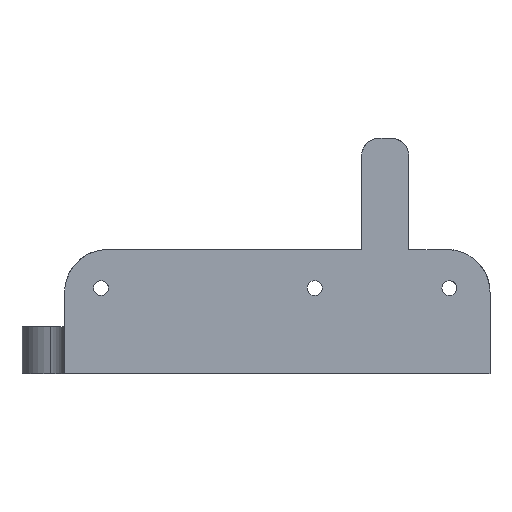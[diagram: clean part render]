
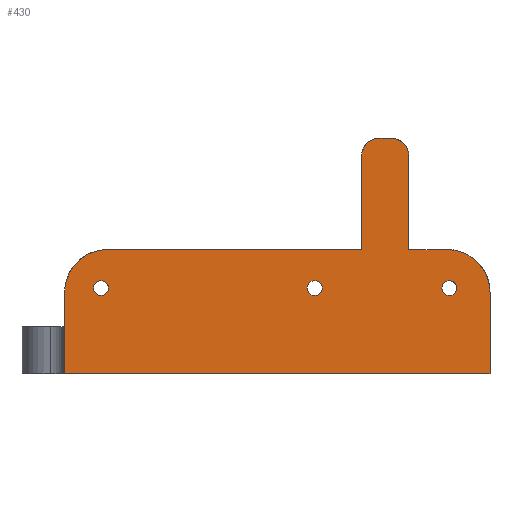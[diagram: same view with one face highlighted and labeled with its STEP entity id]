
A CAD part, front view. The second image highlights one B-rep face of the part: STEP entity #430.
In plain terms, the highlighted planar face has unit normal (0, -1, 0).
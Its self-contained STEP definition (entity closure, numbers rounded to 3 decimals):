
#249=AXIS2_PLACEMENT_3D('Circle Axis2P3D',#247,#248,$) ;
#269=AXIS2_PLACEMENT_3D('Plane Axis2P3D',#266,#267,#268) ;
#273=AXIS2_PLACEMENT_3D('Circle Axis2P3D',#271,#272,$) ;
#280=AXIS2_PLACEMENT_3D('Circle Axis2P3D',#278,#279,$) ;
#301=AXIS2_PLACEMENT_3D('Circle Axis2P3D',#299,#300,$) ;
#308=AXIS2_PLACEMENT_3D('Circle Axis2P3D',#306,#307,$) ;
#336=AXIS2_PLACEMENT_3D('Circle Axis2P3D',#334,#335,$) ;
#343=AXIS2_PLACEMENT_3D('Circle Axis2P3D',#341,#342,$) ;
#355=AXIS2_PLACEMENT_3D('Circle Axis2P3D',#353,#354,$) ;
#378=AXIS2_PLACEMENT_3D('Circle Axis2P3D',#376,#377,$) ;
#387=AXIS2_PLACEMENT_3D('Circle Axis2P3D',#385,#386,$) ;
#396=AXIS2_PLACEMENT_3D('Circle Axis2P3D',#394,#395,$) ;
#405=AXIS2_PLACEMENT_3D('Circle Axis2P3D',#403,#404,$) ;
#414=AXIS2_PLACEMENT_3D('Circle Axis2P3D',#412,#413,$) ;
#423=AXIS2_PLACEMENT_3D('Circle Axis2P3D',#421,#422,$) ;
#50=CARTESIAN_POINT('Vertex',(30.75,14.5,51.)) ;
#53=CARTESIAN_POINT('Line Origine',(30.75,14.5,40.)) ;
#57=CARTESIAN_POINT('Vertex',(30.75,14.5,29.)) ;
#175=CARTESIAN_POINT('Vertex',(23.75,14.5,55.)) ;
#178=CARTESIAN_POINT('Line Origine',(25.25,14.5,55.)) ;
#182=CARTESIAN_POINT('Vertex',(26.75,14.5,55.)) ;
#244=CARTESIAN_POINT('Vertex',(29.578,14.5,53.828)) ;
#247=CARTESIAN_POINT('Axis2P3D Location',(26.75,14.5,51.)) ;
#266=CARTESIAN_POINT('Axis2P3D Location',(0.,14.5,14.5)) ;
#271=CARTESIAN_POINT('Axis2P3D Location',(23.75,14.5,51.)) ;
#275=CARTESIAN_POINT('Vertex',(20.922,14.5,53.828)) ;
#278=CARTESIAN_POINT('Axis2P3D Location',(23.75,14.5,51.)) ;
#282=CARTESIAN_POINT('Vertex',(19.75,14.5,51.)) ;
#285=CARTESIAN_POINT('Line Origine',(19.75,14.5,40.)) ;
#289=CARTESIAN_POINT('Vertex',(19.75,14.5,29.)) ;
#292=CARTESIAN_POINT('Line Origine',(-10.,14.5,29.)) ;
#296=CARTESIAN_POINT('Vertex',(-39.75,14.5,29.)) ;
#299=CARTESIAN_POINT('Axis2P3D Location',(-39.75,14.5,19.)) ;
#303=CARTESIAN_POINT('Vertex',(-46.821,14.5,26.071)) ;
#306=CARTESIAN_POINT('Axis2P3D Location',(-39.75,14.5,19.)) ;
#310=CARTESIAN_POINT('Vertex',(-49.75,14.5,19.)) ;
#313=CARTESIAN_POINT('Line Origine',(-49.75,14.5,9.5)) ;
#317=CARTESIAN_POINT('Vertex',(-49.75,14.5,0.)) ;
#320=CARTESIAN_POINT('Line Origine',(0.,14.5,0.)) ;
#324=CARTESIAN_POINT('Vertex',(49.75,14.5,0.)) ;
#327=CARTESIAN_POINT('Line Origine',(49.75,14.5,9.5)) ;
#331=CARTESIAN_POINT('Vertex',(49.75,14.5,19.)) ;
#334=CARTESIAN_POINT('Axis2P3D Location',(39.75,14.5,19.)) ;
#338=CARTESIAN_POINT('Vertex',(46.821,14.5,26.071)) ;
#341=CARTESIAN_POINT('Axis2P3D Location',(39.75,14.5,19.)) ;
#345=CARTESIAN_POINT('Vertex',(39.75,14.5,29.)) ;
#348=CARTESIAN_POINT('Line Origine',(35.25,14.5,29.)) ;
#353=CARTESIAN_POINT('Axis2P3D Location',(26.75,14.5,51.)) ;
#376=CARTESIAN_POINT('Axis2P3D Location',(8.75,14.5,20.)) ;
#380=CARTESIAN_POINT('Vertex',(7.,14.5,20.)) ;
#382=CARTESIAN_POINT('Vertex',(10.5,14.5,20.)) ;
#385=CARTESIAN_POINT('Axis2P3D Location',(8.75,14.5,20.)) ;
#394=CARTESIAN_POINT('Axis2P3D Location',(-41.25,14.5,20.)) ;
#398=CARTESIAN_POINT('Vertex',(-39.5,14.5,20.)) ;
#400=CARTESIAN_POINT('Vertex',(-43.,14.5,20.)) ;
#403=CARTESIAN_POINT('Axis2P3D Location',(-41.25,14.5,20.)) ;
#412=CARTESIAN_POINT('Axis2P3D Location',(40.25,14.5,20.)) ;
#416=CARTESIAN_POINT('Vertex',(42.,14.5,20.)) ;
#418=CARTESIAN_POINT('Vertex',(38.5,14.5,20.)) ;
#421=CARTESIAN_POINT('Axis2P3D Location',(40.25,14.5,20.)) ;
#54=DIRECTION('Vector Direction',(0.,0.,1.)) ;
#179=DIRECTION('Vector Direction',(-1.,0.,0.)) ;
#248=DIRECTION('Axis2P3D Direction',(0.,1.,0.)) ;
#267=DIRECTION('Axis2P3D Direction',(-0.,1.,0.)) ;
#268=DIRECTION('Axis2P3D XDirection',(1.,0.,0.)) ;
#272=DIRECTION('Axis2P3D Direction',(-0.,1.,0.)) ;
#279=DIRECTION('Axis2P3D Direction',(-0.,1.,0.)) ;
#286=DIRECTION('Vector Direction',(0.,0.,1.)) ;
#293=DIRECTION('Vector Direction',(-1.,0.,0.)) ;
#300=DIRECTION('Axis2P3D Direction',(-0.,1.,0.)) ;
#307=DIRECTION('Axis2P3D Direction',(-0.,1.,0.)) ;
#314=DIRECTION('Vector Direction',(0.,0.,-1.)) ;
#321=DIRECTION('Vector Direction',(1.,0.,0.)) ;
#328=DIRECTION('Vector Direction',(0.,0.,1.)) ;
#335=DIRECTION('Axis2P3D Direction',(-0.,1.,0.)) ;
#342=DIRECTION('Axis2P3D Direction',(-0.,1.,0.)) ;
#349=DIRECTION('Vector Direction',(-1.,0.,0.)) ;
#354=DIRECTION('Axis2P3D Direction',(-0.,1.,0.)) ;
#377=DIRECTION('Axis2P3D Direction',(-0.,1.,0.)) ;
#386=DIRECTION('Axis2P3D Direction',(-0.,1.,0.)) ;
#395=DIRECTION('Axis2P3D Direction',(-0.,1.,0.)) ;
#404=DIRECTION('Axis2P3D Direction',(-0.,1.,0.)) ;
#413=DIRECTION('Axis2P3D Direction',(-0.,1.,0.)) ;
#422=DIRECTION('Axis2P3D Direction',(-0.,1.,0.)) ;
#55=VECTOR('Line Direction',#54,1.) ;
#180=VECTOR('Line Direction',#179,1.) ;
#287=VECTOR('Line Direction',#286,1.) ;
#294=VECTOR('Line Direction',#293,1.) ;
#315=VECTOR('Line Direction',#314,1.) ;
#322=VECTOR('Line Direction',#321,1.) ;
#329=VECTOR('Line Direction',#328,1.) ;
#350=VECTOR('Line Direction',#349,1.) ;
#359=ORIENTED_EDGE('',*,*,#277,.F.) ;
#360=ORIENTED_EDGE('',*,*,#284,.F.) ;
#361=ORIENTED_EDGE('',*,*,#291,.F.) ;
#362=ORIENTED_EDGE('',*,*,#298,.T.) ;
#363=ORIENTED_EDGE('',*,*,#305,.F.) ;
#364=ORIENTED_EDGE('',*,*,#312,.F.) ;
#365=ORIENTED_EDGE('',*,*,#319,.T.) ;
#366=ORIENTED_EDGE('',*,*,#326,.T.) ;
#367=ORIENTED_EDGE('',*,*,#333,.T.) ;
#368=ORIENTED_EDGE('',*,*,#340,.F.) ;
#369=ORIENTED_EDGE('',*,*,#347,.F.) ;
#370=ORIENTED_EDGE('',*,*,#352,.T.) ;
#371=ORIENTED_EDGE('',*,*,#59,.T.) ;
#372=ORIENTED_EDGE('',*,*,#251,.F.) ;
#373=ORIENTED_EDGE('',*,*,#357,.F.) ;
#374=ORIENTED_EDGE('',*,*,#184,.F.) ;
#391=ORIENTED_EDGE('',*,*,#384,.T.) ;
#392=ORIENTED_EDGE('',*,*,#389,.T.) ;
#409=ORIENTED_EDGE('',*,*,#402,.T.) ;
#410=ORIENTED_EDGE('',*,*,#407,.T.) ;
#427=ORIENTED_EDGE('',*,*,#420,.T.) ;
#428=ORIENTED_EDGE('',*,*,#425,.T.) ;
#393=FACE_BOUND('',#390,.T.) ;
#411=FACE_BOUND('',#408,.T.) ;
#429=FACE_BOUND('',#426,.T.) ;
#430=ADVANCED_FACE('S\X2\00F3\X0\lido1',(#375,#393,#411,#429),#270,.F.) ;
#250=CIRCLE('generated circle',#249,4.) ;
#274=CIRCLE('generated circle',#273,4.) ;
#281=CIRCLE('generated circle',#280,4.) ;
#302=CIRCLE('generated circle',#301,10.) ;
#309=CIRCLE('generated circle',#308,10.) ;
#337=CIRCLE('generated circle',#336,10.) ;
#344=CIRCLE('generated circle',#343,10.) ;
#356=CIRCLE('generated circle',#355,4.) ;
#379=CIRCLE('generated circle',#378,1.75) ;
#388=CIRCLE('generated circle',#387,1.75) ;
#397=CIRCLE('generated circle',#396,1.75) ;
#406=CIRCLE('generated circle',#405,1.75) ;
#415=CIRCLE('generated circle',#414,1.75) ;
#424=CIRCLE('generated circle',#423,1.75) ;
#59=EDGE_CURVE('',#58,#51,#56,.T.) ;
#184=EDGE_CURVE('',#176,#183,#181,.F.) ;
#251=EDGE_CURVE('',#245,#51,#250,.T.) ;
#277=EDGE_CURVE('',#276,#176,#274,.T.) ;
#284=EDGE_CURVE('',#283,#276,#281,.T.) ;
#291=EDGE_CURVE('',#290,#283,#288,.T.) ;
#298=EDGE_CURVE('',#290,#297,#295,.T.) ;
#305=EDGE_CURVE('',#304,#297,#302,.T.) ;
#312=EDGE_CURVE('',#311,#304,#309,.T.) ;
#319=EDGE_CURVE('',#311,#318,#316,.T.) ;
#326=EDGE_CURVE('',#318,#325,#323,.T.) ;
#333=EDGE_CURVE('',#325,#332,#330,.T.) ;
#340=EDGE_CURVE('',#339,#332,#337,.T.) ;
#347=EDGE_CURVE('',#346,#339,#344,.T.) ;
#352=EDGE_CURVE('',#346,#58,#351,.T.) ;
#357=EDGE_CURVE('',#183,#245,#356,.T.) ;
#384=EDGE_CURVE('',#381,#383,#379,.T.) ;
#389=EDGE_CURVE('',#383,#381,#388,.T.) ;
#402=EDGE_CURVE('',#399,#401,#397,.T.) ;
#407=EDGE_CURVE('',#401,#399,#406,.T.) ;
#420=EDGE_CURVE('',#417,#419,#415,.T.) ;
#425=EDGE_CURVE('',#419,#417,#424,.T.) ;
#358=EDGE_LOOP('',(#359,#360,#361,#362,#363,#364,#365,#366,#367,#368,#369,#370,#371,#372,#373,#374)) ;
#390=EDGE_LOOP('',(#391,#392)) ;
#408=EDGE_LOOP('',(#409,#410)) ;
#426=EDGE_LOOP('',(#427,#428)) ;
#375=FACE_OUTER_BOUND('',#358,.T.) ;
#56=LINE('Line',#53,#55) ;
#181=LINE('Line',#178,#180) ;
#288=LINE('Line',#285,#287) ;
#295=LINE('Line',#292,#294) ;
#316=LINE('Line',#313,#315) ;
#323=LINE('Line',#320,#322) ;
#330=LINE('Line',#327,#329) ;
#351=LINE('Line',#348,#350) ;
#270=PLANE('',#269) ;
#51=VERTEX_POINT('',#50) ;
#58=VERTEX_POINT('',#57) ;
#176=VERTEX_POINT('',#175) ;
#183=VERTEX_POINT('',#182) ;
#245=VERTEX_POINT('',#244) ;
#276=VERTEX_POINT('',#275) ;
#283=VERTEX_POINT('',#282) ;
#290=VERTEX_POINT('',#289) ;
#297=VERTEX_POINT('',#296) ;
#304=VERTEX_POINT('',#303) ;
#311=VERTEX_POINT('',#310) ;
#318=VERTEX_POINT('',#317) ;
#325=VERTEX_POINT('',#324) ;
#332=VERTEX_POINT('',#331) ;
#339=VERTEX_POINT('',#338) ;
#346=VERTEX_POINT('',#345) ;
#381=VERTEX_POINT('',#380) ;
#383=VERTEX_POINT('',#382) ;
#399=VERTEX_POINT('',#398) ;
#401=VERTEX_POINT('',#400) ;
#417=VERTEX_POINT('',#416) ;
#419=VERTEX_POINT('',#418) ;
